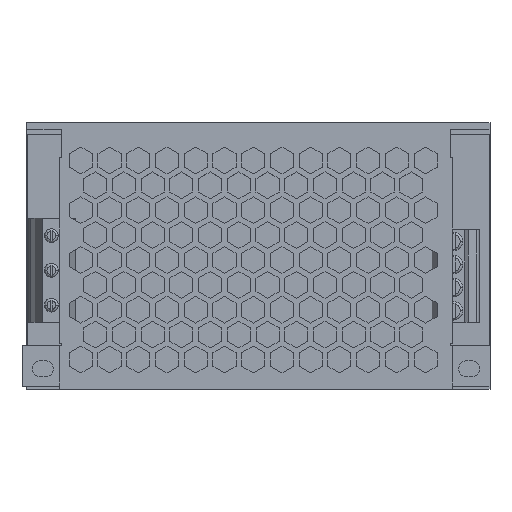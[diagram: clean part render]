
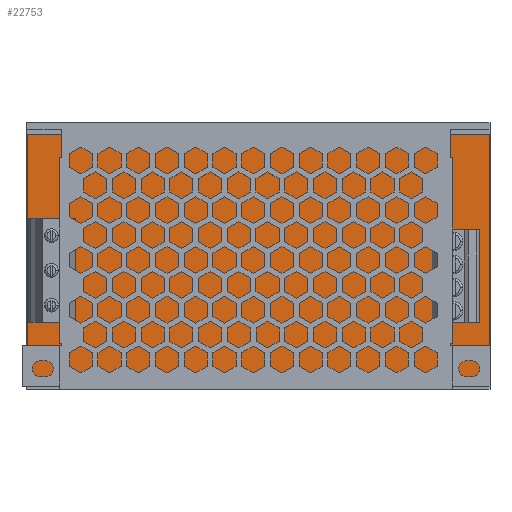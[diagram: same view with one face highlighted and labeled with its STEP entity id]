
A CAD part, top view. The second image highlights one B-rep face of the part: STEP entity #22753.
In plain terms, the highlighted planar face has unit normal (0, 0, 1).
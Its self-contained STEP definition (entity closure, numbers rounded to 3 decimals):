
#28 = ORIENTED_EDGE ( 'NONE', *, *, #3506, .T. ) ;
#275 = EDGE_LOOP ( 'NONE', ( #34375, #23877, #21529, #24101 ) ) ;
#906 = VERTEX_POINT ( 'NONE', #4461 ) ;
#909 = DIRECTION ( 'NONE',  ( 0., -1., 0. ) ) ;
#1306 = CARTESIAN_POINT ( 'NONE',  ( 39.046, 0., -23.7 ) ) ;
#2138 = VERTEX_POINT ( 'NONE', #11590 ) ;
#2167 = EDGE_CURVE ( 'NONE', #29244, #2138, #32534, .T. ) ;
#2240 = CARTESIAN_POINT ( 'NONE',  ( 49.246, 11.935, -23.7 ) ) ;
#2776 = DIRECTION ( 'NONE',  ( -1., 0., 0. ) ) ;
#3031 = EDGE_CURVE ( 'NONE', #24966, #5723, #18149, .T. ) ;
#3079 = EDGE_CURVE ( 'NONE', #2138, #906, #10443, .T. ) ;
#3156 = EDGE_CURVE ( 'NONE', #29244, #11680, #4903, .T. ) ;
#3359 = CARTESIAN_POINT ( 'NONE',  ( -48.361, 32.535, -23.7 ) ) ;
#3506 = EDGE_CURVE ( 'NONE', #24966, #11745, #22822, .T. ) ;
#3725 = LINE ( 'NONE', #21898, #24484 ) ;
#4330 = CARTESIAN_POINT ( 'NONE',  ( -38.01, 14.435, -23.7 ) ) ;
#4461 = CARTESIAN_POINT ( 'NONE',  ( -48.21, -8.065, -23.7 ) ) ;
#4636 = LINE ( 'NONE', #1306, #22265 ) ;
#4903 = LINE ( 'NONE', #4330, #8661 ) ;
#4970 = VERTEX_POINT ( 'NONE', #5648 ) ;
#5250 = ORIENTED_EDGE ( 'NONE', *, *, #25332, .T. ) ;
#5599 = DIRECTION ( 'NONE',  ( 0., 0., -1. ) ) ;
#5648 = CARTESIAN_POINT ( 'NONE',  ( 51.439, -20.465, -23.7 ) ) ;
#5723 = VERTEX_POINT ( 'NONE', #2240 ) ;
#6468 = DIRECTION ( 'NONE',  ( -1., 0., 0. ) ) ;
#7405 = CARTESIAN_POINT ( 'NONE',  ( 51.439, 32.535, -23.7 ) ) ;
#7413 = EDGE_CURVE ( 'NONE', #27234, #21934, #29820, .T. ) ;
#7663 = DIRECTION ( 'NONE',  ( -1., 0., 0. ) ) ;
#8661 = VECTOR ( 'NONE', #19528, 1000. ) ;
#8766 = DIRECTION ( 'NONE',  ( -1., 0., 0. ) ) ;
#8800 = ORIENTED_EDGE ( 'NONE', *, *, #3031, .F. ) ;
#9274 = VECTOR ( 'NONE', #7663, 1000. ) ;
#10443 = LINE ( 'NONE', #22492, #9274 ) ;
#11150 = PLANE ( 'NONE',  #13337 ) ;
#11228 = VECTOR ( 'NONE', #12800, 1000. ) ;
#11590 = CARTESIAN_POINT ( 'NONE',  ( -38.01, -8.065, -23.7 ) ) ;
#11680 = VERTEX_POINT ( 'NONE', #17707 ) ;
#11745 = VERTEX_POINT ( 'NONE', #31080 ) ;
#12496 = VECTOR ( 'NONE', #6468, 1000. ) ;
#12498 = EDGE_LOOP ( 'NONE', ( #19714, #34092, #19733, #5250 ) ) ;
#12800 = DIRECTION ( 'NONE',  ( 0., -1., 0. ) ) ;
#13006 = CARTESIAN_POINT ( 'NONE',  ( -48.21, 14.435, -23.7 ) ) ;
#13337 = AXIS2_PLACEMENT_3D ( 'NONE', #20233, #5599, #8766 ) ;
#13839 = CARTESIAN_POINT ( 'NONE',  ( 51.439, 32.535, -23.7 ) ) ;
#13965 = DIRECTION ( 'NONE',  ( 0., -1., 0. ) ) ;
#14210 = CARTESIAN_POINT ( 'NONE',  ( -38.01, 14.435, -23.7 ) ) ;
#14295 = VECTOR ( 'NONE', #21316, 1000. ) ;
#14877 = EDGE_CURVE ( 'NONE', #11680, #906, #31381, .T. ) ;
#14931 = EDGE_CURVE ( 'NONE', #21934, #36793, #3725, .T. ) ;
#14974 = EDGE_CURVE ( 'NONE', #5723, #26643, #25258, .T. ) ;
#15302 = VECTOR ( 'NONE', #2776, 1000. ) ;
#16304 = VECTOR ( 'NONE', #17386, 1000. ) ;
#16319 = CARTESIAN_POINT ( 'NONE',  ( 51.439, -20.465, -23.7 ) ) ;
#17386 = DIRECTION ( 'NONE',  ( 0., 1., 0. ) ) ;
#17399 = VECTOR ( 'NONE', #13965, 1000. ) ;
#17463 = FACE_BOUND ( 'NONE', #27042, .T. ) ;
#17707 = CARTESIAN_POINT ( 'NONE',  ( -48.21, 14.435, -23.7 ) ) ;
#18149 = LINE ( 'NONE', #30209, #14295 ) ;
#18781 = VECTOR ( 'NONE', #28186, 1000. ) ;
#19123 = CARTESIAN_POINT ( 'NONE',  ( 49.246, -8.065, -23.7 ) ) ;
#19378 = EDGE_CURVE ( 'NONE', #4970, #27234, #32395, .T. ) ;
#19528 = DIRECTION ( 'NONE',  ( -1., 0., 0. ) ) ;
#19714 = ORIENTED_EDGE ( 'NONE', *, *, #19378, .T. ) ;
#19733 = ORIENTED_EDGE ( 'NONE', *, *, #14931, .T. ) ;
#20233 = CARTESIAN_POINT ( 'NONE',  ( 0., 0., -23.7 ) ) ;
#20318 = VECTOR ( 'NONE', #28368, 1000. ) ;
#20689 = CARTESIAN_POINT ( 'NONE',  ( -38.01, 14.435, -23.7 ) ) ;
#21316 = DIRECTION ( 'NONE',  ( 0., 1., 0. ) ) ;
#21496 = CARTESIAN_POINT ( 'NONE',  ( 37.729, 11.935, -23.7 ) ) ;
#21529 = ORIENTED_EDGE ( 'NONE', *, *, #2167, .T. ) ;
#21898 = CARTESIAN_POINT ( 'NONE',  ( -48.361, 32.535, -23.7 ) ) ;
#21934 = VERTEX_POINT ( 'NONE', #3359 ) ;
#22265 = VECTOR ( 'NONE', #909, 1000. ) ;
#22492 = CARTESIAN_POINT ( 'NONE',  ( -38.01, -8.065, -23.7 ) ) ;
#22753 = ADVANCED_FACE ( 'NONE', ( #17463, #32671, #38971 ), #11150, .F. ) ;
#22822 = LINE ( 'NONE', #28763, #18781 ) ;
#23877 = ORIENTED_EDGE ( 'NONE', *, *, #3156, .F. ) ;
#24101 = ORIENTED_EDGE ( 'NONE', *, *, #3079, .T. ) ;
#24484 = VECTOR ( 'NONE', #27622, 1000. ) ;
#24966 = VERTEX_POINT ( 'NONE', #19123 ) ;
#25258 = LINE ( 'NONE', #21496, #12496 ) ;
#25332 = EDGE_CURVE ( 'NONE', #36793, #4970, #34678, .T. ) ;
#26180 = EDGE_CURVE ( 'NONE', #26643, #11745, #4636, .T. ) ;
#26643 = VERTEX_POINT ( 'NONE', #38473 ) ;
#27042 = EDGE_LOOP ( 'NONE', ( #38026, #8800, #28, #36049 ) ) ;
#27234 = VERTEX_POINT ( 'NONE', #7405 ) ;
#27622 = DIRECTION ( 'NONE',  ( 0., -1., 0. ) ) ;
#28186 = DIRECTION ( 'NONE',  ( -1., 0., 0. ) ) ;
#28368 = DIRECTION ( 'NONE',  ( 1., 0., 0. ) ) ;
#28763 = CARTESIAN_POINT ( 'NONE',  ( 0., -8.065, -23.7 ) ) ;
#29244 = VERTEX_POINT ( 'NONE', #14210 ) ;
#29820 = LINE ( 'NONE', #35937, #15302 ) ;
#30209 = CARTESIAN_POINT ( 'NONE',  ( 49.246, 0., -23.7 ) ) ;
#31080 = CARTESIAN_POINT ( 'NONE',  ( 39.046, -8.065, -23.7 ) ) ;
#31381 = LINE ( 'NONE', #13006, #11228 ) ;
#32395 = LINE ( 'NONE', #13839, #16304 ) ;
#32534 = LINE ( 'NONE', #20689, #17399 ) ;
#32671 = FACE_OUTER_BOUND ( 'NONE', #12498, .T. ) ;
#33658 = CARTESIAN_POINT ( 'NONE',  ( -48.361, -20.465, -23.7 ) ) ;
#34092 = ORIENTED_EDGE ( 'NONE', *, *, #7413, .T. ) ;
#34375 = ORIENTED_EDGE ( 'NONE', *, *, #14877, .F. ) ;
#34678 = LINE ( 'NONE', #16319, #20318 ) ;
#35937 = CARTESIAN_POINT ( 'NONE',  ( 51.439, 32.535, -23.7 ) ) ;
#36049 = ORIENTED_EDGE ( 'NONE', *, *, #26180, .F. ) ;
#36793 = VERTEX_POINT ( 'NONE', #33658 ) ;
#38026 = ORIENTED_EDGE ( 'NONE', *, *, #14974, .F. ) ;
#38473 = CARTESIAN_POINT ( 'NONE',  ( 39.046, 11.935, -23.7 ) ) ;
#38971 = FACE_BOUND ( 'NONE', #275, .T. ) ;
